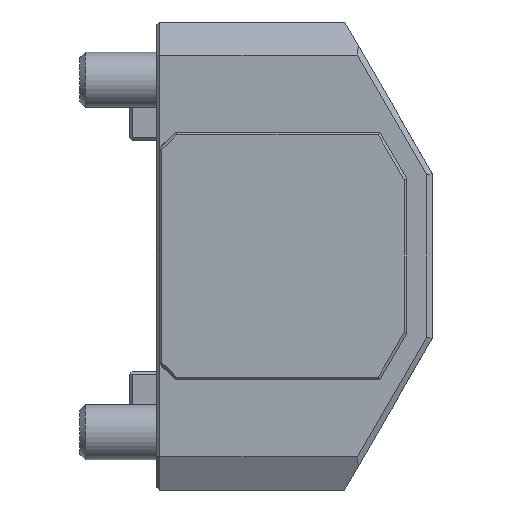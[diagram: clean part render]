
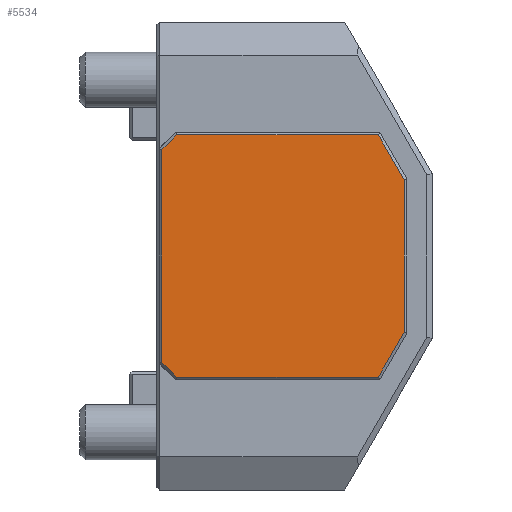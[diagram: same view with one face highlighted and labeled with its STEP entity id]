
A CAD part, left-side view. The second image highlights one B-rep face of the part: STEP entity #5534.
In plain terms, the highlighted planar face has unit normal (-1, 0, 0).
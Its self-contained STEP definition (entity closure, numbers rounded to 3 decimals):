
#515=DIRECTION('',(0.,-0.5,0.866));
#516=VECTOR('',#515,9.392);
#517=CARTESIAN_POINT('',(-40.226,-40.204,-22.));
#518=LINE('',#517,#516);
#519=DIRECTION('',(0.,-1.,0.));
#520=VECTOR('',#519,36.597);
#521=CARTESIAN_POINT('',(-40.226,-3.607,-22.));
#522=LINE('',#521,#520);
#523=DIRECTION('',(0.,-0.707,-0.707));
#524=VECTOR('',#523,3.828);
#525=CARTESIAN_POINT('',(-40.226,-0.9,-19.293));
#526=LINE('',#525,#524);
#527=DIRECTION('',(0.,0.,-1.));
#528=VECTOR('',#527,38.586);
#529=CARTESIAN_POINT('',(-40.226,-0.9,19.293));
#530=LINE('',#529,#528);
#531=DIRECTION('',(0.,0.707,-0.707));
#532=VECTOR('',#531,3.828);
#533=CARTESIAN_POINT('',(-40.226,-3.607,22.));
#534=LINE('',#533,#532);
#535=DIRECTION('',(0.,1.,0.));
#536=VECTOR('',#535,36.597);
#537=CARTESIAN_POINT('',(-40.226,-40.204,22.));
#538=LINE('',#537,#536);
#539=DIRECTION('',(0.,0.5,0.866));
#540=VECTOR('',#539,9.392);
#541=CARTESIAN_POINT('',(-40.226,-44.9,13.866));
#542=LINE('',#541,#540);
#543=DIRECTION('',(0.,0.,1.));
#544=VECTOR('',#543,27.732);
#545=CARTESIAN_POINT('',(-40.226,-44.9,-13.866));
#546=LINE('',#545,#544);
#4362=CARTESIAN_POINT('',(-40.226,-40.204,-22.));
#4363=CARTESIAN_POINT('',(-40.226,-44.9,-13.866));
#4364=VERTEX_POINT('',#4362);
#4365=VERTEX_POINT('',#4363);
#4368=CARTESIAN_POINT('',(-40.226,-3.607,-22.));
#4369=VERTEX_POINT('',#4368);
#4372=CARTESIAN_POINT('',(-40.226,-0.9,-19.293));
#4373=VERTEX_POINT('',#4372);
#4376=CARTESIAN_POINT('',(-40.226,-0.9,19.293));
#4377=VERTEX_POINT('',#4376);
#4380=CARTESIAN_POINT('',(-40.226,-3.607,22.));
#4381=VERTEX_POINT('',#4380);
#4384=CARTESIAN_POINT('',(-40.226,-40.204,22.));
#4385=VERTEX_POINT('',#4384);
#4386=CARTESIAN_POINT('',(-40.226,-44.9,13.866));
#4387=VERTEX_POINT('',#4386);
#5515=CARTESIAN_POINT('',(-40.226,-25.4,0.));
#5516=DIRECTION('',(-1.,0.,0.));
#5517=DIRECTION('',(0.,0.,-1.));
#5518=AXIS2_PLACEMENT_3D('',#5515,#5516,#5517);
#5519=PLANE('',#5518);
#5521=ORIENTED_EDGE('',*,*,#5520,.F.);
#5523=ORIENTED_EDGE('',*,*,#5522,.F.);
#5525=ORIENTED_EDGE('',*,*,#5524,.F.);
#5526=ORIENTED_EDGE('',*,*,#5466,.F.);
#5527=ORIENTED_EDGE('',*,*,#5481,.F.);
#5528=ORIENTED_EDGE('',*,*,#5495,.F.);
#5529=ORIENTED_EDGE('',*,*,#5506,.F.);
#5531=ORIENTED_EDGE('',*,*,#5530,.F.);
#5532=EDGE_LOOP('',(#5521,#5523,#5525,#5526,#5527,#5528,#5529,#5531));
#5533=FACE_OUTER_BOUND('',#5532,.F.);
#5466=EDGE_CURVE('',#4377,#4373,#530,.T.);
#5481=EDGE_CURVE('',#4381,#4377,#534,.T.);
#5495=EDGE_CURVE('',#4385,#4381,#538,.T.);
#5506=EDGE_CURVE('',#4387,#4385,#542,.T.);
#5520=EDGE_CURVE('',#4364,#4365,#518,.T.);
#5522=EDGE_CURVE('',#4369,#4364,#522,.T.);
#5524=EDGE_CURVE('',#4373,#4369,#526,.T.);
#5530=EDGE_CURVE('',#4365,#4387,#546,.T.);
#5534=ADVANCED_FACE('',(#5533),#5519,.T.);
